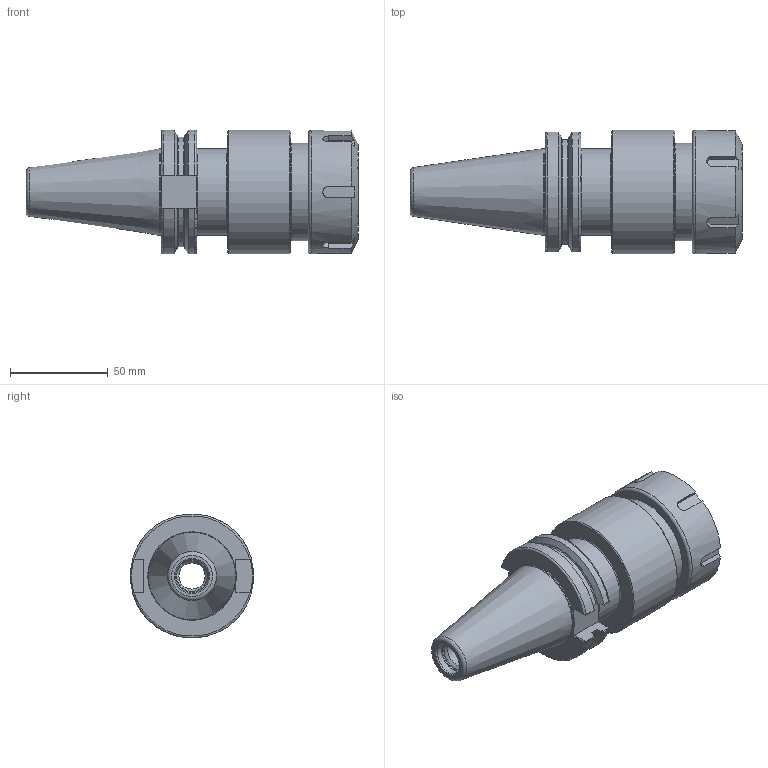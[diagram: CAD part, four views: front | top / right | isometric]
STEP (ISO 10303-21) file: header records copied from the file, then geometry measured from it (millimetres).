
FILE_DESCRIPTION(/* description */ (''),/* implementation_level */ '2;1');
FILE_NAME(/* name */ 'DCAT40-ER40-0400.stp',/* time_stamp */ '2019-05-31T09:20:04-05:00',/* author */ ('ldfli'),/* organization */ ('Pioneer N.A.'),/* preprocessor_version */ 'ST-DEVELOPER v18',/* originating_system */ 'Autodesk Inventor LT',/* authorisation */ '');
FILE_SCHEMA (('AUTOMOTIVE_DESIGN { 1 0 10303 214 3 1 1 }'));
Length unit declared in the file: millimetre
Products named in the file (1): DCAT40-ER40-0400
Bounding box: 169.85 x 63 x 63.31 mm (x, y, z)
Volume: 233464.9 mm3; surface area: 55607.6 mm2
Topology: 2 solids, 2 shells, 142 faces, 410 edges, 282 vertices
Faces by surface type: plane 61, cylinder 28, torus 20, cone 17, bspline 16
Full cylindrical faces by diameter (mm): 10 x1, 13.386 x1, 16.28 x1, 16.78 x1, 26.848 x1, 30.5 x1, 33.32 x1, 37.47 x1, 42 x1, 44.45 x2, 48.5 x1, 50 x1, 51.76 x1, 63 x2
Entity records: 5589 total; most frequent: CARTESIAN_POINT 1863, ORIENTED_EDGE 820, DIRECTION 746, EDGE_CURVE 410, AXIS2_PLACEMENT_3D 297, VERTEX_POINT 282, CIRCLE 170, EDGE_LOOP 156
